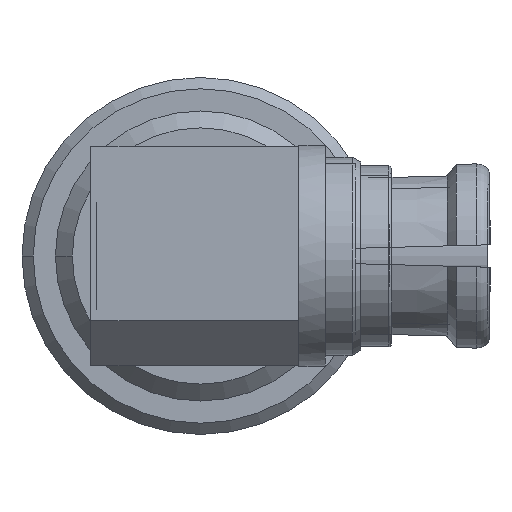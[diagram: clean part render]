
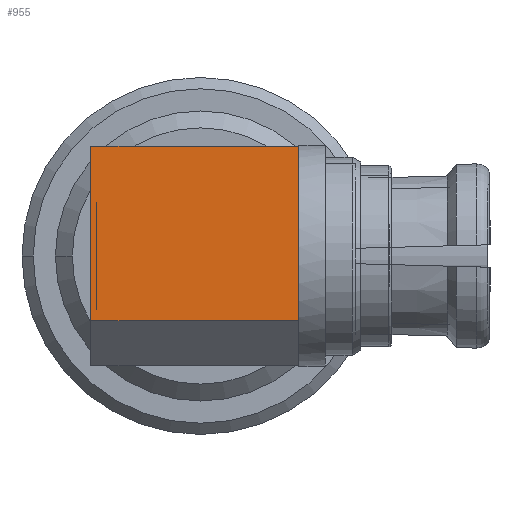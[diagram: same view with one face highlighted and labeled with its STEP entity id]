
A CAD part, left-side view. The second image highlights one B-rep face of the part: STEP entity #955.
In plain terms, the highlighted face is planar.
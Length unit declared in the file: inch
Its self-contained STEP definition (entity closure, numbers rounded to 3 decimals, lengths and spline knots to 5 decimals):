
#170 = VECTOR ( 'NONE', #3348, 39.37008 ) ;
#563 = CARTESIAN_POINT ( 'NONE',  ( -0.0689, 0.07874, -0.07677 ) ) ;
#825 = DIRECTION ( 'NONE',  ( -1., 0., 0. ) ) ;
#955 = ADVANCED_FACE ( 'NONE', ( #3360 ), #9388, .T. ) ;
#1284 = VERTEX_POINT ( 'NONE', #7482 ) ;
#1364 = DIRECTION ( 'NONE',  ( 1., 0., 0. ) ) ;
#2011 = ORIENTED_EDGE ( 'NONE', *, *, #12131, .T. ) ;
#2446 = VERTEX_POINT ( 'NONE', #9579 ) ;
#2542 = LINE ( 'NONE', #9429, #6367 ) ;
#2777 = LINE ( 'NONE', #563, #8694 ) ;
#3348 = DIRECTION ( 'NONE',  ( 0., 0., -1. ) ) ;
#3360 = FACE_OUTER_BOUND ( 'NONE', #4376, .T. ) ;
#3649 = ORIENTED_EDGE ( 'NONE', *, *, #12192, .T. ) ;
#4376 = EDGE_LOOP ( 'NONE', ( #3649, #2011, #4653, #9109 ) ) ;
#4464 = CARTESIAN_POINT ( 'NONE',  ( -0.0689, 0.07874, 0.07677 ) ) ;
#4568 = EDGE_CURVE ( 'NONE', #9500, #2446, #10355, .T. ) ;
#4653 = ORIENTED_EDGE ( 'NONE', *, *, #7570, .T. ) ;
#5327 = DIRECTION ( 'NONE',  ( 0., 1., 0. ) ) ;
#6367 = VECTOR ( 'NONE', #1364, 39.37008 ) ;
#7223 = VECTOR ( 'NONE', #825, 39.37008 ) ;
#7373 = VERTEX_POINT ( 'NONE', #7993 ) ;
#7482 = CARTESIAN_POINT ( 'NONE',  ( -0.0689, 0.07874, -0.04528 ) ) ;
#7570 = EDGE_CURVE ( 'NONE', #7373, #9500, #2542, .T. ) ;
#7993 = CARTESIAN_POINT ( 'NONE',  ( -0.0689, 0.07874, 0.07677 ) ) ;
#8411 = DIRECTION ( 'NONE',  ( 1., 0., 0. ) ) ;
#8694 = VECTOR ( 'NONE', #11563, 39.37008 ) ;
#8762 = LINE ( 'NONE', #11764, #7223 ) ;
#9032 = AXIS2_PLACEMENT_3D ( 'NONE', #4464, #5327, #8411 ) ;
#9109 = ORIENTED_EDGE ( 'NONE', *, *, #4568, .T. ) ;
#9388 = PLANE ( 'NONE',  #9032 ) ;
#9429 = CARTESIAN_POINT ( 'NONE',  ( -0.0689, 0.07874, 0.07677 ) ) ;
#9500 = VERTEX_POINT ( 'NONE', #9727 ) ;
#9579 = CARTESIAN_POINT ( 'NONE',  ( 0.07677, 0.07874, -0.04528 ) ) ;
#9727 = CARTESIAN_POINT ( 'NONE',  ( 0.07677, 0.07874, 0.07677 ) ) ;
#10355 = LINE ( 'NONE', #12319, #170 ) ;
#11563 = DIRECTION ( 'NONE',  ( 0., 0., 1. ) ) ;
#11764 = CARTESIAN_POINT ( 'NONE',  ( 0.07677, 0.07874, -0.04528 ) ) ;
#12131 = EDGE_CURVE ( 'NONE', #1284, #7373, #2777, .T. ) ;
#12192 = EDGE_CURVE ( 'NONE', #2446, #1284, #8762, .T. ) ;
#12319 = CARTESIAN_POINT ( 'NONE',  ( 0.07677, 0.07874, -0.07677 ) ) ;
